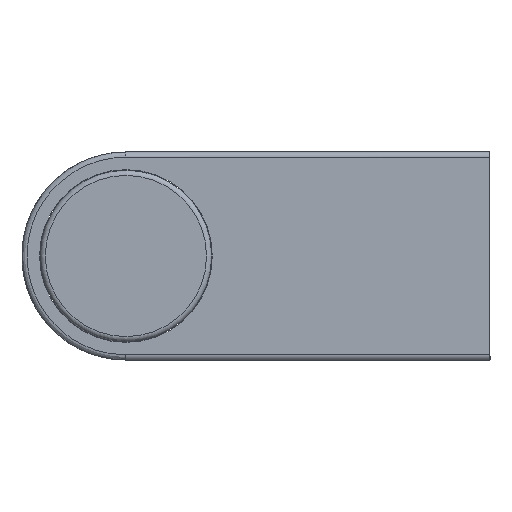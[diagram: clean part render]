
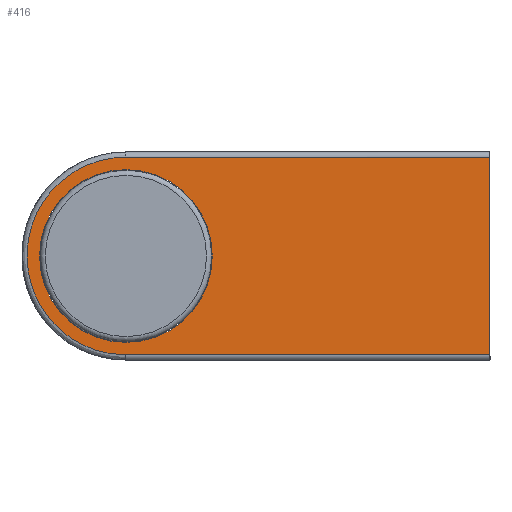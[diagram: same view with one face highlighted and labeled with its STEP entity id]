
A CAD part, left-side view. The second image highlights one B-rep face of the part: STEP entity #416.
In plain terms, the highlighted planar face has unit normal (-1, 0, 0).
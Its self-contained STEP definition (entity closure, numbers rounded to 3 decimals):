
#33=FACE_BOUND('',#120,.T.);
#47=PLANE('',#513);
#60=B_SPLINE_CURVE_WITH_KNOTS('',3,(#1006,#1007,#1008,#1009,#1010,#1011,
#1012,#1013,#1014,#1015,#1016,#1017,#1018,#1019,#1020,#1021,#1022,#1023,
#1024,#1025,#1026,#1027,#1028,#1029,#1030),.UNSPECIFIED.,.F.,.F.,(4,3,3,
3,3,3,3,3,4),(0.,3.731,7.461,11.192,
14.923,18.653,22.384,26.114,29.845),
 .UNSPECIFIED.);
#91=FACE_OUTER_BOUND('',#119,.T.);
#119=EDGE_LOOP('',(#377,#378,#379,#380));
#120=EDGE_LOOP('',(#381));
#134=LINE('',#824,#156);
#138=LINE('',#839,#160);
#143=LINE('',#1032,#165);
#156=VECTOR('',#598,10.);
#160=VECTOR('',#608,10.);
#165=VECTOR('',#623,10.);
#181=CIRCLE('',#501,8.3);
#208=VERTEX_POINT('',#805);
#213=VERTEX_POINT('',#821);
#214=VERTEX_POINT('',#823);
#219=VERTEX_POINT('',#835);
#225=VERTEX_POINT('',#1004);
#254=EDGE_CURVE('',#208,#208,#181,.T.);
#260=EDGE_CURVE('',#214,#213,#134,.T.);
#267=EDGE_CURVE('',#219,#213,#138,.T.);
#278=EDGE_CURVE('',#225,#219,#60,.T.);
#279=EDGE_CURVE('',#214,#225,#143,.T.);
#377=ORIENTED_EDGE('',*,*,#260,.T.);
#378=ORIENTED_EDGE('',*,*,#267,.F.);
#379=ORIENTED_EDGE('',*,*,#278,.F.);
#380=ORIENTED_EDGE('',*,*,#279,.F.);
#381=ORIENTED_EDGE('',*,*,#254,.T.);
#416=ADVANCED_FACE('',(#91,#33),#47,.T.);
#501=AXIS2_PLACEMENT_3D('',#806,#587,#588);
#513=AXIS2_PLACEMENT_3D('',#1031,#621,#622);
#587=DIRECTION('center_axis',(1.,0.,0.));
#588=DIRECTION('ref_axis',(0.,0.,-1.));
#598=DIRECTION('',(0.,-1.,0.));
#608=DIRECTION('',(0.,0.,-1.));
#621=DIRECTION('center_axis',(-1.,0.,0.));
#622=DIRECTION('ref_axis',(0.,1.,0.));
#623=DIRECTION('',(0.,0.,1.));
#805=CARTESIAN_POINT('',(604.,32.077,50.3));
#806=CARTESIAN_POINT('Origin',(604.,32.077,42.));
#821=CARTESIAN_POINT('',(604.,22.577,7.));
#823=CARTESIAN_POINT('',(604.,41.577,7.));
#824=CARTESIAN_POINT('',(604.,16.646,7.));
#835=CARTESIAN_POINT('',(604.,22.577,42.));
#839=CARTESIAN_POINT('',(604.,22.577,42.));
#1004=CARTESIAN_POINT('',(604.,41.577,42.));
#1006=CARTESIAN_POINT('Ctrl Pts',(604.,41.577,42.));
#1007=CARTESIAN_POINT('Ctrl Pts',(604.,41.577,43.243));
#1008=CARTESIAN_POINT('Ctrl Pts',(604.,41.33,44.487));
#1009=CARTESIAN_POINT('Ctrl Pts',(604.,40.854,45.636));
#1010=CARTESIAN_POINT('Ctrl Pts',(604.,40.378,46.784));
#1011=CARTESIAN_POINT('Ctrl Pts',(604.,39.674,47.838));
#1012=CARTESIAN_POINT('Ctrl Pts',(604.,38.794,48.718));
#1013=CARTESIAN_POINT('Ctrl Pts',(604.,37.915,49.597));
#1014=CARTESIAN_POINT('Ctrl Pts',(604.,36.861,50.301));
#1015=CARTESIAN_POINT('Ctrl Pts',(604.,35.712,50.777));
#1016=CARTESIAN_POINT('Ctrl Pts',(604.,34.563,51.253));
#1017=CARTESIAN_POINT('Ctrl Pts',(604.,33.32,51.5));
#1018=CARTESIAN_POINT('Ctrl Pts',(604.,32.077,51.5));
#1019=CARTESIAN_POINT('Ctrl Pts',(604.,30.833,51.5));
#1020=CARTESIAN_POINT('Ctrl Pts',(604.,29.59,51.253));
#1021=CARTESIAN_POINT('Ctrl Pts',(604.,28.441,50.777));
#1022=CARTESIAN_POINT('Ctrl Pts',(604.,27.292,50.301));
#1023=CARTESIAN_POINT('Ctrl Pts',(604.,26.238,49.597));
#1024=CARTESIAN_POINT('Ctrl Pts',(604.,25.359,48.718));
#1025=CARTESIAN_POINT('Ctrl Pts',(604.,24.48,47.839));
#1026=CARTESIAN_POINT('Ctrl Pts',(604.,23.775,46.784));
#1027=CARTESIAN_POINT('Ctrl Pts',(604.,23.299,45.636));
#1028=CARTESIAN_POINT('Ctrl Pts',(604.,22.823,44.487));
#1029=CARTESIAN_POINT('Ctrl Pts',(604.,22.576,43.243));
#1030=CARTESIAN_POINT('Ctrl Pts',(604.,22.577,42.));
#1031=CARTESIAN_POINT('Origin',(604.,22.077,0.));
#1032=CARTESIAN_POINT('',(604.,41.577,0.));
